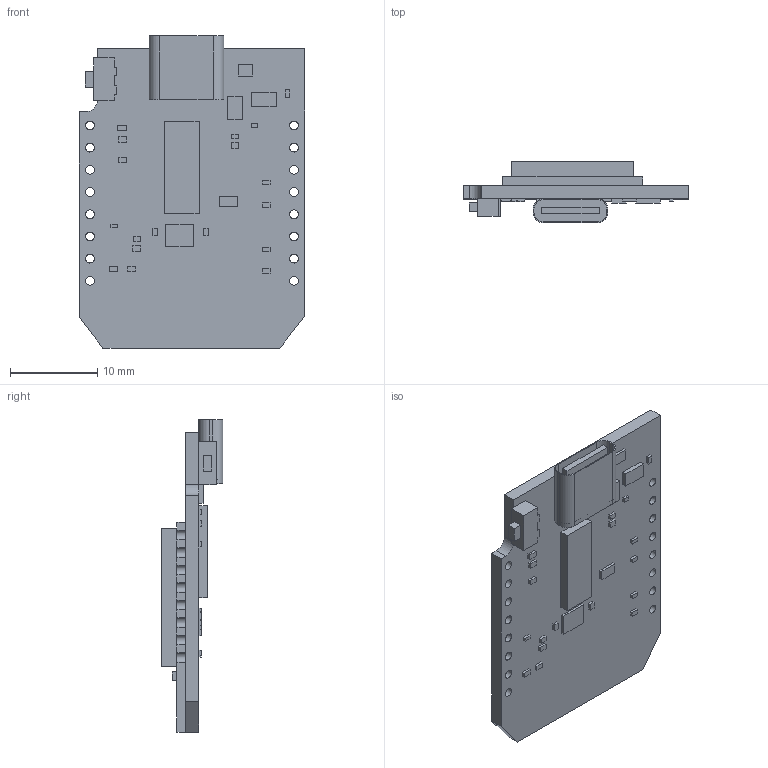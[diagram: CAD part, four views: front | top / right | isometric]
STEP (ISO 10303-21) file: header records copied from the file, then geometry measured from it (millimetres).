
FILE_DESCRIPTION(/* description */ (''),/* implementation_level */ '2;1');
FILE_NAME(/* name */ 'Weemos_D1_Mini v8.step',/* time_stamp */ '2024-06-28T12:54:12+02:00',/* author */ (''),/* organization */ (''),/* preprocessor_version */ 'ST-DEVELOPER v20',/* originating_system */ 'Autodesk Translation Framework v13.14.0.145',/* authorisation */ '');
FILE_SCHEMA (('AUTOMOTIVE_DESIGN { 1 0 10303 214 3 1 1 }'));
Length unit declared in the file: millimetre
Products named in the file (3): Weemos_D1_Mini; Board; USB C
Assembly tree (2 placements, depth 2):
  Weemos_D1_Mini
    Board
    USB C
Bounding box: 25.75 x 7.06 x 35.74 mm (x, y, z)
Volume: 2289.6 mm3; surface area: 4098.3 mm2
Topology: 33 solids, 33 shells, 275 faces, 627 edges, 418 vertices
Faces by surface type: plane 230, cylinder 45
Full cylindrical faces by diameter (mm): 1 x16
Entity records: 7815 total; most frequent: CARTESIAN_POINT 1325, DIRECTION 1277, ORIENTED_EDGE 1254, EDGE_CURVE 627, LINE 537, VECTOR 537, VERTEX_POINT 418, AXIS2_PLACEMENT_3D 370
